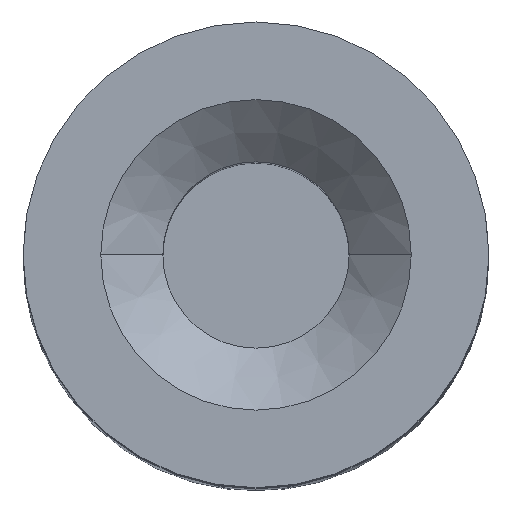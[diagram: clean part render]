
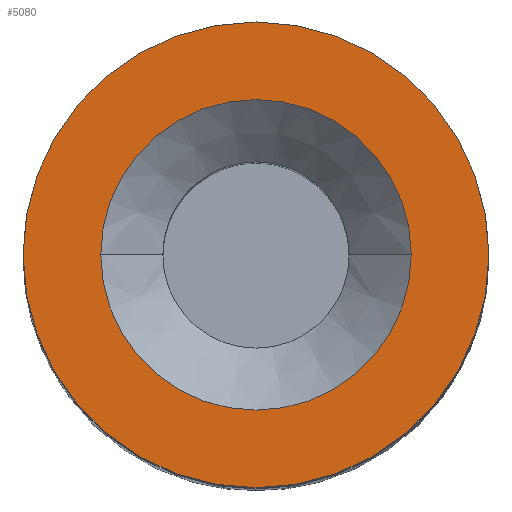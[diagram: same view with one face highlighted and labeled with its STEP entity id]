
A CAD part, top view. The second image highlights one B-rep face of the part: STEP entity #5080.
In plain terms, the highlighted face is planar.
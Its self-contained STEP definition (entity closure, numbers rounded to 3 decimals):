
#1480=CARTESIAN_POINT('',(28.501,42.174,5.3));
#1490=VERTEX_POINT('',#1480);
#1520=CARTESIAN_POINT('',(30.751,42.174,5.3));
#1530=DIRECTION('',(0.,0.,-1.));
#1540=DIRECTION('',(-1.,0.,0.));
#1550=AXIS2_PLACEMENT_3D('',#1520,#1530,#1540);
#1560=CIRCLE('',#1550,2.25);
#1570=CARTESIAN_POINT('',(33.001,42.174,5.3));
#1580=VERTEX_POINT('',#1570);
#1590=EDGE_CURVE('',#1490,#1580,#1560,.T.);
#4830=CARTESIAN_POINT('',(32.377,43.225,5.3));
#4840=DIRECTION('',(0.,0.,-1.));
#4850=DIRECTION('',(-1.,0.,0.));
#4860=AXIS2_PLACEMENT_3D('',#4830,#4840,#4850);
#4870=PLANE('',#4860);
#4880=CARTESIAN_POINT('',(30.751,42.174,5.3));
#4890=DIRECTION('',(0.,0.,-1.));
#4900=DIRECTION('',(-1.,0.,0.));
#4910=AXIS2_PLACEMENT_3D('',#4880,#4890,#4900);
#4920=CIRCLE('',#4910,1.5);
#4930=CARTESIAN_POINT('',(29.251,42.174,5.3));
#4940=VERTEX_POINT('',#4930);
#4950=CARTESIAN_POINT('',(32.251,42.174,5.3));
#4960=VERTEX_POINT('',#4950);
#4970=EDGE_CURVE('',#4940,#4960,#4920,.T.);
#4980=ORIENTED_EDGE('',*,*,#4970,.F.);
#4990=EDGE_CURVE('',#4960,#4940,#4920,.T.);
#5000=ORIENTED_EDGE('',*,*,#4990,.F.);
#5010=EDGE_LOOP('',(#5000,#4980));
#5020=FACE_BOUND('',#5010,.T.);
#5030=ORIENTED_EDGE('',*,*,#1590,.T.);
#5040=EDGE_CURVE('',#1580,#1490,#1560,.T.);
#5050=ORIENTED_EDGE('',*,*,#5040,.T.);
#5060=EDGE_LOOP('',(#5050,#5030));
#5070=FACE_OUTER_BOUND('',#5060,.T.);
#5080=ADVANCED_FACE('',(#5020,#5070),#4870,.T.);
